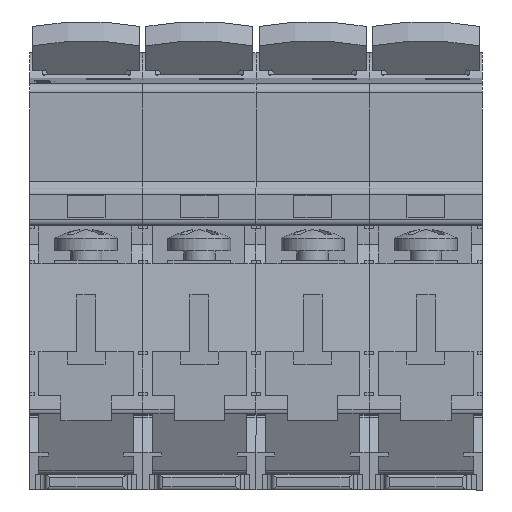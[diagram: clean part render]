
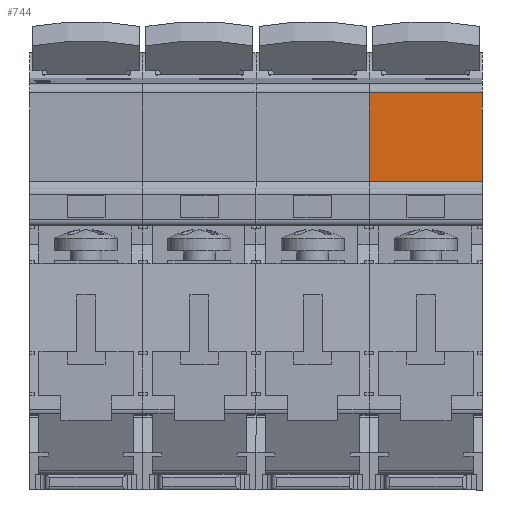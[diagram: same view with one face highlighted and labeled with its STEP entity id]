
A CAD part, left-side view. The second image highlights one B-rep face of the part: STEP entity #744.
In plain terms, the highlighted planar face has unit normal (-1, 0, 0).
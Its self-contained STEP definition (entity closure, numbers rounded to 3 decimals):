
#744 = ADVANCED_FACE( '', ( #1767 ), #1768, .T. );
#1767 = FACE_OUTER_BOUND( '', #3236, .T. );
#1768 = PLANE( '', #3237 );
#3236 = EDGE_LOOP( '', ( #5381, #5382, #5383, #5384 ) );
#3237 = AXIS2_PLACEMENT_3D( '', #5385, #5386, #5387 );
#5381 = ORIENTED_EDGE( '', *, *, #9173, .T. );
#5382 = ORIENTED_EDGE( '', *, *, #9174, .T. );
#5383 = ORIENTED_EDGE( '', *, *, #9175, .F. );
#5384 = ORIENTED_EDGE( '', *, *, #9176, .F. );
#5385 = CARTESIAN_POINT( '', ( -22.5, -9., 64.5 ) );
#5386 = DIRECTION( '', ( -1., 0., 0. ) );
#5387 = DIRECTION( '', ( 0., 0., 1. ) );
#9173 = EDGE_CURVE( '', #10891, #10892, #10893, .T. );
#9174 = EDGE_CURVE( '', #10892, #10894, #10895, .T. );
#9175 = EDGE_CURVE( '', #10896, #10894, #10897, .T. );
#9176 = EDGE_CURVE( '', #10891, #10896, #10898, .T. );
#10891 = VERTEX_POINT( '', #13584 );
#10892 = VERTEX_POINT( '', #13585 );
#10893 = LINE( '', #13586, #13587 );
#10894 = VERTEX_POINT( '', #13588 );
#10895 = LINE( '', #13589, #13590 );
#10896 = VERTEX_POINT( '', #13591 );
#10897 = LINE( '', #13592, #13593 );
#10898 = LINE( '', #13594, #13595 );
#13584 = CARTESIAN_POINT( '', ( -22.5, -9., 49. ) );
#13585 = CARTESIAN_POINT( '', ( -22.5, -9., 63.126 ) );
#13586 = CARTESIAN_POINT( '', ( -22.5, -9., 64.5 ) );
#13587 = VECTOR( '', #16904, 1000. );
#13588 = CARTESIAN_POINT( '', ( -22.5, 9., 63.126 ) );
#13589 = CARTESIAN_POINT( '', ( -22.5, -9., 63.126 ) );
#13590 = VECTOR( '', #16905, 1000. );
#13591 = CARTESIAN_POINT( '', ( -22.5, 9., 49. ) );
#13592 = CARTESIAN_POINT( '', ( -22.5, 9., 64.5 ) );
#13593 = VECTOR( '', #16906, 1000. );
#13594 = CARTESIAN_POINT( '', ( -22.5, -9., 49. ) );
#13595 = VECTOR( '', #16907, 1000. );
#16904 = DIRECTION( '', ( 0., 0., 1. ) );
#16905 = DIRECTION( '', ( 0., 1., 0. ) );
#16906 = DIRECTION( '', ( 0., 0., 1. ) );
#16907 = DIRECTION( '', ( 0., 1., 0. ) );
